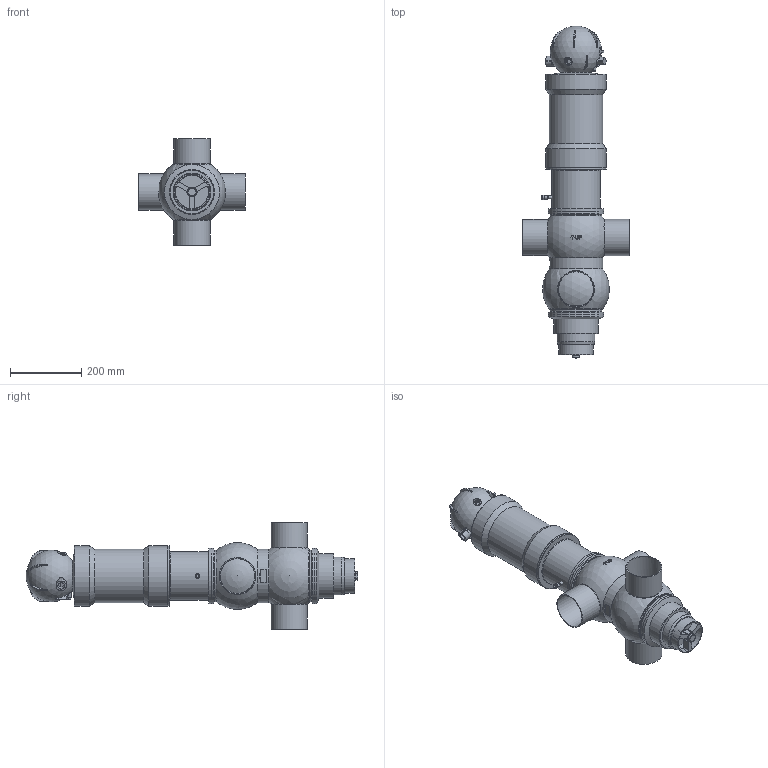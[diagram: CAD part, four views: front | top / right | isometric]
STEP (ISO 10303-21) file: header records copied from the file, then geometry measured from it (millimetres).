
FILE_DESCRIPTION(/* description */ ('B915PMO V.MIX DN101.6X2.11 4-90°TT SS EPD 316+PROX ESTERNO NC'),/* implementation_level */ '2;1');
FILE_NAME(/* name */ 'BC6ANX400BEAAAA-00^SAGOMA.step',/* time_stamp */ '2019-06-25T17:19:27+02:00',/* author */ (''),/* organization */ (''),/* preprocessor_version */ 'ST-DEVELOPER v17',/* originating_system */ 'Autodesk Inventor 2018',/* authorisation */ '');
FILE_SCHEMA (('CONFIG_CONTROL_DESIGN'));
Length unit declared in the file: millimetre
Products named in the file (8): BC6ANX400BEAAAA; 3DAAGIOTAE005; CIL138-B925; AssemblaggioDN80; TSTDLL400BBA; TPA127100BBA; TPN002100BBA; RECLA97
Assembly tree (7 placements, depth 2):
  BC6ANX400BEAAAA
    3DAAGIOTAE005
    CIL138-B925
    AssemblaggioDN80
    TSTDLL400BBA
    TPA127100BBA
    TPN002100BBA
    RECLA97
Bounding box: 300 x 932.8 x 300 mm (x, y, z)
Volume: 16250717.1 mm3; surface area: 871328.2 mm2
Topology: 7 solids, 7 shells, 533 faces, 1428 edges, 959 vertices
Faces by surface type: plane 330, cylinder 110, bspline 28, sphere 23, cone 22, torus 20
Full cylindrical faces by diameter (mm): 3 x1, 4 x1, 8 x5, 8.3 x1, 10.4 x1, 10.5 x1, 12 x1, 12.6 x1, 13 x3, 19 x1, 20 x1, 23 x1, 93 x1, 97 x1, 97.38 x4, 101.6 x4, 106 x1, 126 x1, 135 x1, 144 x2, 150 x2, 155 x4, 169 x3
Entity records: 19106 total; most frequent: CARTESIAN_POINT 4896, DIRECTION 3093, ORIENTED_EDGE 2838, EDGE_CURVE 1419, AXIS2_PLACEMENT_3D 1286, VERTEX_POINT 959, CIRCLE 762, EDGE_LOOP 600
